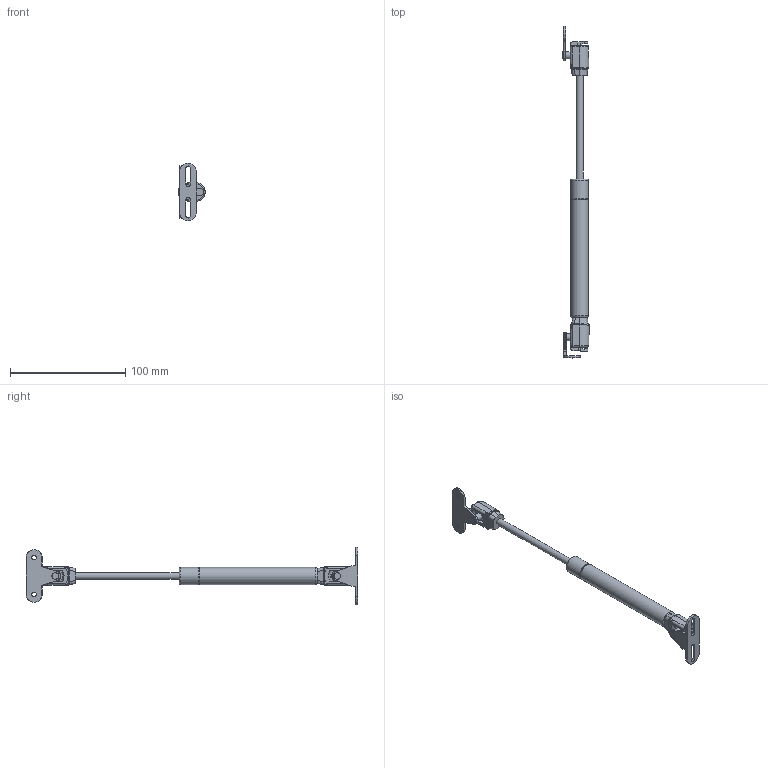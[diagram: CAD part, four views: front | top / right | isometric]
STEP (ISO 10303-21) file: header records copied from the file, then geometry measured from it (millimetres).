
FILE_DESCRIPTION(/* description */ (''),/* implementation_level */ '2;1');
FILE_NAME(/* name */ 'DR_GB-245.stp',/* time_stamp */ '2025-12-12T15:38:06+09:00',/* author */ ('user'),/* organization */ (''),/* preprocessor_version */ 'ST-DEVELOPER v15.6',/* originating_system */ 'Autodesk Inventor 2015',/* authorisation */ '');
FILE_SCHEMA (('AUTOMOTIVE_DESIGN { 1 0 10303 214 3 1 1 }'));
Length unit declared in the file: millimetre
Products named in the file (5): DR_BRAKET_R; DR_SOCAT; DR_BRAKET_F; DR_GB-245
Bounding box: 22.75 x 288.5 x 50 mm (x, y, z)
Volume: 37690.9 mm3; surface area: 17814.3 mm2
Topology: 6 solids, 6 shells, 246 faces, 583 edges, 360 vertices
Faces by surface type: plane 105, cylinder 69, bspline 48, torus 16, sphere 6, cone 2
Full cylindrical faces by diameter (mm): 4 x2, 4.917 x2, 6 x7, 11 x1, 14 x1, 15 x2
Entity records: 5246 total; most frequent: CARTESIAN_POINT 1469, DIRECTION 773, ORIENTED_EDGE 714, EDGE_CURVE 357, AXIS2_PLACEMENT_3D 296, VERTEX_POINT 232, EDGE_LOOP 205, LINE 181
